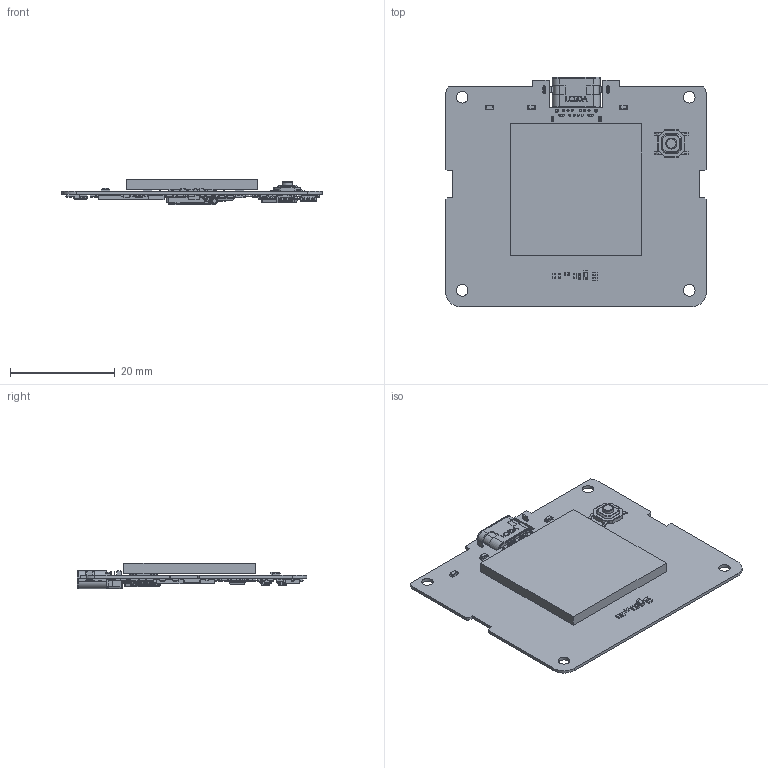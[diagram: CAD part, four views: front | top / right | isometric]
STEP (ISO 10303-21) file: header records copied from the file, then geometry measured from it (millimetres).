
FILE_DESCRIPTION(('Open CASCADE Model'),'2;1');
FILE_NAME('Open CASCADE Shape Model','2024-04-01T09:19:04',('Author'),( 'Open CASCADE'),'Open CASCADE STEP processor 6.8','Open CASCADE 6.8' ,'Unknown');
FILE_SCHEMA(('AUTOMOTIVE_DESIGN { 1 0 10303 214 1 1 1 1 }'));
Length unit declared in the file: millimetre
Products named in the file (78): PCB; Board; Open CASCADE STEP translator 6.8 1.1.1; Free-Models; USON-6; MSOP-8; User_Library-MSOP-8-3__X2_041A043E0440043F04430441_X0_; User_Library-MSOP-8-3__X2_041C04350442043A0430_X0_; User_Library-MSOP-8-3__X2_041D043E0436043A0430_X0_; SOT23-5R; CAPC1608(0603); LQFP-48-7x7; User_Library-LQFP48-2_case; User_Library-LQFP48-2_pin; User_Library-LQFP48-2_circle; XTAL-3225; 5894537568; Mid_Body; Terminal; Open_CASCADE_STEP_translator_6.8_20.2.1; Mark; 5894537648; Open_CASCADE_STEP_translator_6.8_54.1.1; Open_CASCADE_STEP_translator_6.8_54.1.2; Open_CASCADE_STEP_translator_6.8_54.2.1; 5894537488; 5894537408; 5894537328; 5894537248; 5963787232; 5963789232; 3D_PCB2_2024-03-31_3d; 3D_PCB2_2024-03-31.step; U1.step; USB-C-SMD_GT-USB-9009B.step; COMPOUND.step; LED0603(B); LED0603(R); 4x4x1.8; 4x4x1.6 ...
Assembly tree (310 placements, depth 7):
  PCB
    Board
      Open CASCADE STEP translator 6.8 1.1.1
    Free-Models
      USON-6  x3
      MSOP-8
        User_Library-MSOP-8-3__X2_041A043E0440043F04430441_X0_
        User_Library-MSOP-8-3__X2_041C04350442043A0430_X0_
        User_Library-MSOP-8-3__X2_041D043E0436043A0430_X0_  x4
      SOT23-5R  x4
      CAPC1608(0603)  x5
      LQFP-48-7x7
        User_Library-LQFP48-2_case
        User_Library-LQFP48-2_pin  x48
        User_Library-LQFP48-2_circle
      XTAL-3225
      5894537568  x16
        Mid_Body
        Terminal
          Open_CASCADE_STEP_translator_6.8_20.2.1
        Mark
      5894537648  x30
        Terminal
          Open_CASCADE_STEP_translator_6.8_54.1.1
          Open_CASCADE_STEP_translator_6.8_54.1.2
        Mid_Body
          Open_CASCADE_STEP_translator_6.8_54.2.1
      5894537488  x29
        Mid_Body
        Terminal
          Open_CASCADE_STEP_translator_6.8_20.2.1
        Mark
      5894537408  x14
        Mid_Body
        Terminal
          Open_CASCADE_STEP_translator_6.8_20.2.1
        Mark
      5894537328  x26
        Mid_Body
        Terminal
          Open_CASCADE_STEP_translator_6.8_20.2.1
        Mark
      5894537248  x19
        Terminal
          Open_CASCADE_STEP_translator_6.8_54.1.1
          Open_CASCADE_STEP_translator_6.8_54.1.2
        Mid_Body
          Open_CASCADE_STEP_translator_6.8_54.2.1
      5963787232  x28
        Terminal
          Open_CASCADE_STEP_translator_6.8_54.1.1
          Open_CASCADE_STEP_translator_6.8_54.1.2
        Mid_Body
          Open_CASCADE_STEP_translator_6.8_54.2.1
      5963789232  x15
        Terminal
          Open_CASCADE_STEP_translator_6.8_54.1.1
          Open_CASCADE_STEP_translator_6.8_54.1.2
        Mid_Body
          Open_CASCADE_STEP_translator_6.8_54.2.1
Bounding box: 49.68 x 43.74 x 4.87 mm (x, y, z)
Volume: 2850.9 mm3; surface area: 7968.2 mm2
Topology: 721 solids, 721 shells, 10133 faces, 23987 edges, 14623 vertices
Faces by surface type: plane 6546, cylinder 2580, sphere 836, bspline 157, torus 10, cone 4
Full cylindrical faces by diameter (mm): 0.4 x10, 1 x1, 2.2 x4
Entity records: 72834 total; most frequent: CARTESIAN_POINT 14890, ORIENTED_EDGE 10404, DIRECTION 9863, EDGE_CURVE 5202, LINE 3979, VECTOR 3979, VERTEX_POINT 3410, AXIS2_PLACEMENT_3D 2942
